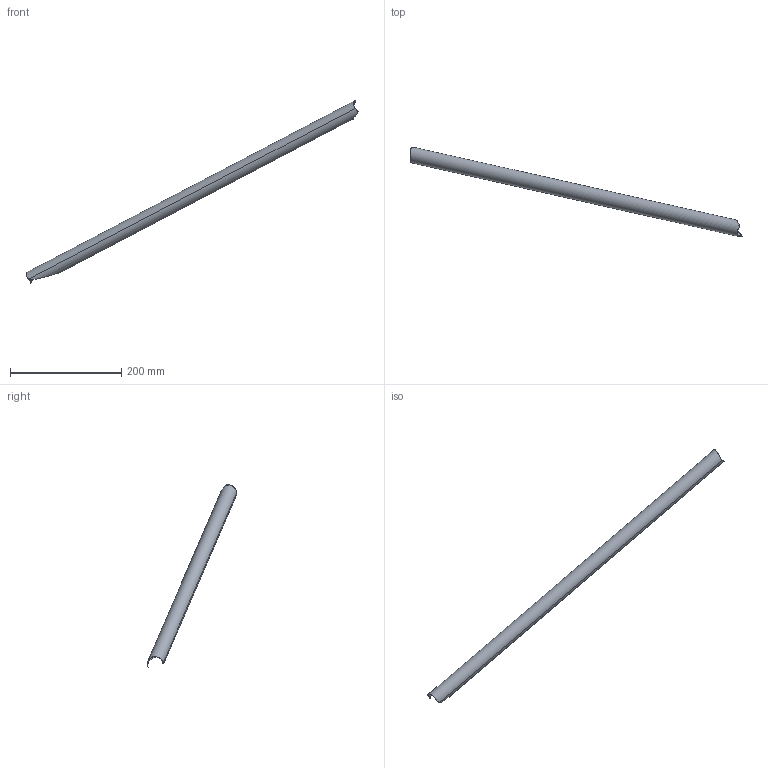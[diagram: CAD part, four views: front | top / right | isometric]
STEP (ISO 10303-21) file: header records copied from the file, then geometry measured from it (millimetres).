
FILE_DESCRIPTION(('CATIA V5 STEP Exchange'),'2;1');
FILE_NAME('34.stp','2021-12-07T14:50:52+00:00',('none'),('none'),'CATIA Version 5 Release 19 SP 2 (IN-10)','CATIA V5 STEP AP203','none');
FILE_SCHEMA(('CONFIG_CONTROL_DESIGN'));
Length unit declared in the file: millimetre
Products named in the file (1): Shape_437
Bounding box: 597.86 x 161.49 x 328.45 mm (x, y, z)
Volume: 81738.9 mm3; surface area: 109675.4 mm2
Topology: 1 solids, 1 shells, 16 faces, 45 edges, 30 vertices
Faces by surface type: cylinder 14, plane 2
Entity records: 818 total; most frequent: CARTESIAN_POINT 435, ORIENTED_EDGE 90, EDGE_CURVE 45, DIRECTION 37, B_SPLINE_CURVE_WITH_KNOTS 32, VERTEX_POINT 30, AXIS2_PLACEMENT_3D 18, EDGE_LOOP 17
